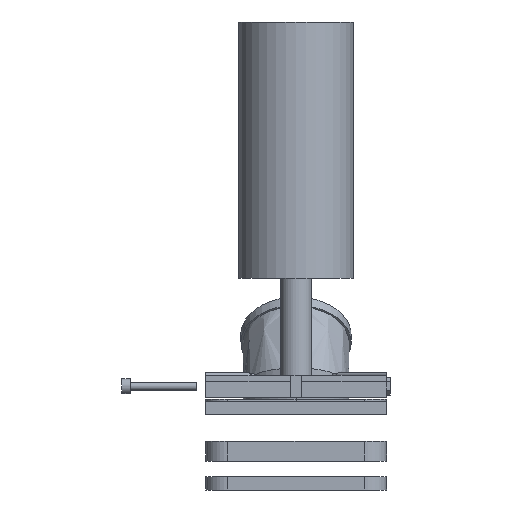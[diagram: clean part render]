
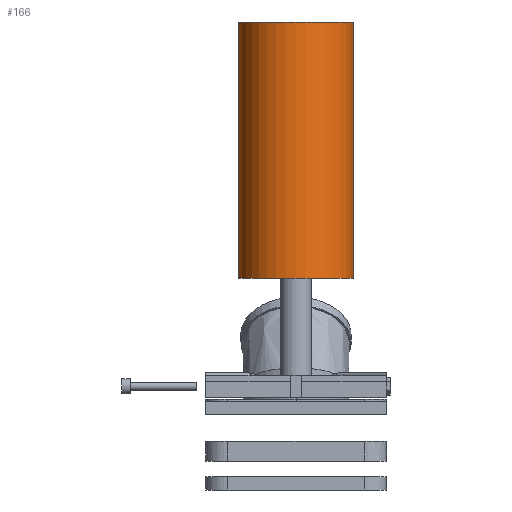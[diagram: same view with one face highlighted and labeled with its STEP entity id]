
A CAD part, front view. The second image highlights one B-rep face of the part: STEP entity #166.
In plain terms, the highlighted cylindrical face has radius 26 mm (diameter 52 mm), a full revolution.
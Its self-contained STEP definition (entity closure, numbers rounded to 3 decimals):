
#116=CARTESIAN_POINT('',(40.,45.5,117.));
#117=DIRECTION('',(0.,0.,-1.));
#118=DIRECTION('',(-1.,0.,0.));
#119=AXIS2_PLACEMENT_3D('',#116,#117,#118);
#120=CYLINDRICAL_SURFACE('',#119,26.);
#121=CARTESIAN_POINT('',(14.,45.5,54.));
#122=VERTEX_POINT('',#121);
#123=CARTESIAN_POINT('',(14.,45.5,170.));
#124=VERTEX_POINT('',#123);
#125=CARTESIAN_POINT('',(14.,45.5,54.));
#126=DIRECTION('',(-0.,-0.,1.));
#127=VECTOR('',#126,116.);
#128=LINE('',#125,#127);
#129=EDGE_CURVE('',#122,#124,#128,.T.);
#130=ORIENTED_EDGE('',*,*,#129,.T.);
#131=CARTESIAN_POINT('',(66.,45.5,170.));
#132=VERTEX_POINT('',#131);
#133=CARTESIAN_POINT('',(40.,45.5,170.));
#134=DIRECTION('',(0.,0.,1.));
#135=DIRECTION('',(1.,0.,-0.));
#136=AXIS2_PLACEMENT_3D('',#133,#134,#135);
#137=CIRCLE('',#136,26.);
#138=EDGE_CURVE('',#132,#124,#137,.T.);
#139=ORIENTED_EDGE('',*,*,#138,.F.);
#140=CARTESIAN_POINT('',(40.,45.5,170.));
#141=DIRECTION('',(0.,0.,1.));
#142=DIRECTION('',(1.,0.,-0.));
#143=AXIS2_PLACEMENT_3D('',#140,#141,#142);
#144=CIRCLE('',#143,26.);
#145=EDGE_CURVE('',#124,#132,#144,.T.);
#146=ORIENTED_EDGE('',*,*,#145,.F.);
#147=ORIENTED_EDGE('',*,*,#129,.F.);
#148=CARTESIAN_POINT('',(66.,45.5,54.));
#149=VERTEX_POINT('',#148);
#150=CARTESIAN_POINT('',(40.,45.5,54.));
#151=DIRECTION('',(0.,0.,1.));
#152=DIRECTION('',(1.,0.,-0.));
#153=AXIS2_PLACEMENT_3D('',#150,#151,#152);
#154=CIRCLE('',#153,26.);
#155=EDGE_CURVE('',#122,#149,#154,.T.);
#156=ORIENTED_EDGE('',*,*,#155,.T.);
#157=CARTESIAN_POINT('',(40.,45.5,54.));
#158=DIRECTION('',(0.,0.,1.));
#159=DIRECTION('',(1.,0.,-0.));
#160=AXIS2_PLACEMENT_3D('',#157,#158,#159);
#161=CIRCLE('',#160,26.);
#162=EDGE_CURVE('',#149,#122,#161,.T.);
#163=ORIENTED_EDGE('',*,*,#162,.T.);
#164=EDGE_LOOP('',(#130,#139,#146,#147,#156,#163));
#165=FACE_BOUND('',#164,.T.);
#166=ADVANCED_FACE('',(#165),#120,.T.);
